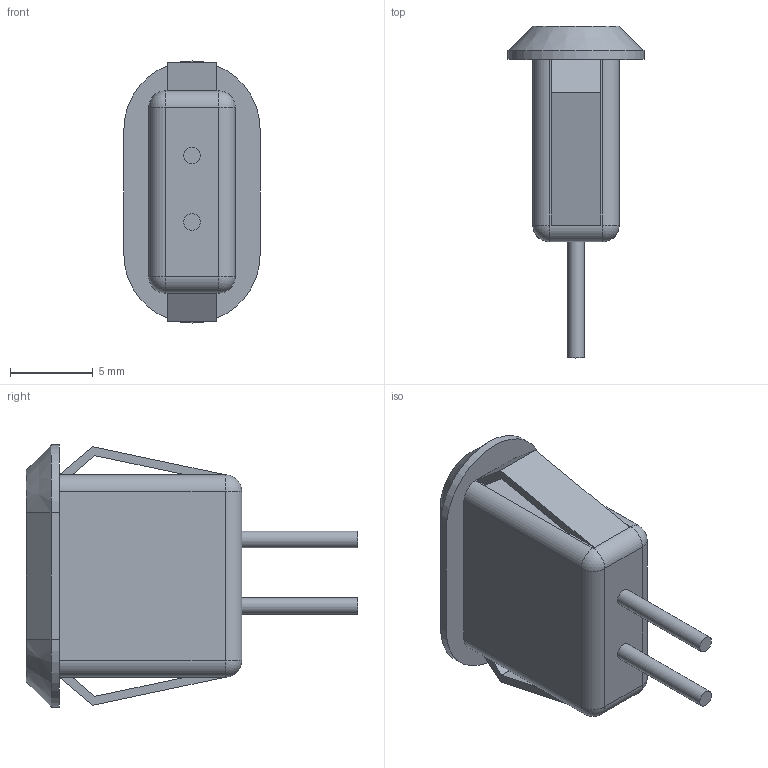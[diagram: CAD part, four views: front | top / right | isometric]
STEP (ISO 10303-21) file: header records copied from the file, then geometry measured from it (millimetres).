
FILE_DESCRIPTION(/* description */ (''),/* implementation_level */ '2;1');
FILE_NAME(/* name */ 'type c jack connector.step',/* time_stamp */ '2023-01-05T15:25:56+02:00',/* author */ (''),/* organization */ (''),/* preprocessor_version */ 'ST-DEVELOPER v19.2',/* originating_system */ 'Autodesk Translation Framework v11.17.0.187',/* authorisation */ '');
FILE_SCHEMA (('AUTOMOTIVE_DESIGN { 1 0 10303 214 3 1 1 }'));
Products named in the file (3): type c jack connector; Component1; USB Connector Type C female
Assembly tree (2 placements, depth 2):
  type c jack connector
    Component1
    USB Connector Type C female
Bounding box: 8.2 x 20 x 15.8 mm (x, y, z)
Volume: 801.2 mm3; surface area: 2160.5 mm2
Topology: 34 solids, 34 shells, 1901 faces, 5353 edges, 3498 vertices
Faces by surface type: plane 1527, cylinder 199, bspline 145, torus 24, sphere 4, cone 2
Full cylindrical faces by diameter (mm): 0.4 x4, 1 x2
Entity records: 67036 total; most frequent: CARTESIAN_POINT 18355, ORIENTED_EDGE 10706, DIRECTION 8978, EDGE_CURVE 5353, LINE 4470, VECTOR 4470, VERTEX_POINT 3498, AXIS2_PLACEMENT_3D 2254
